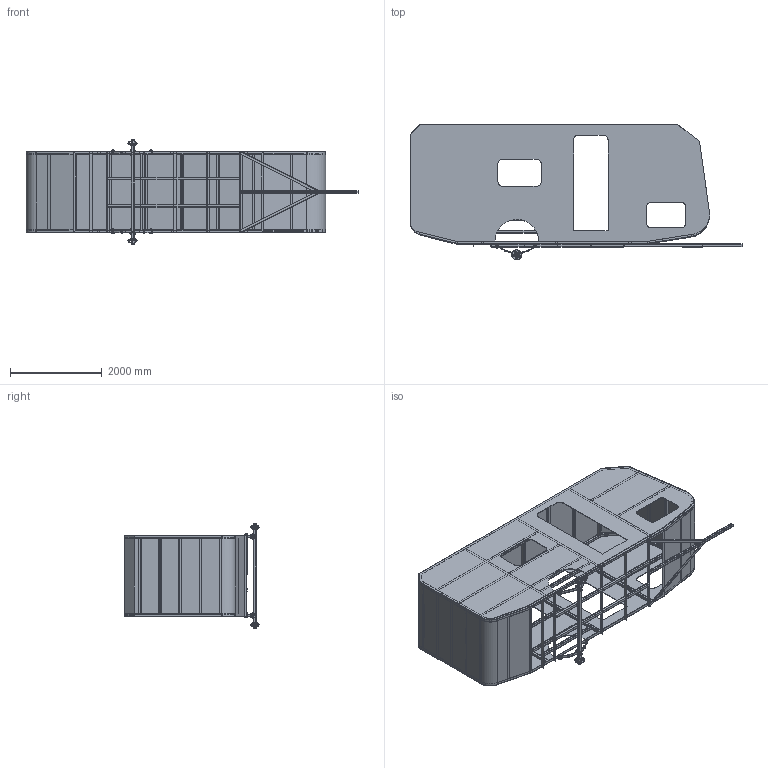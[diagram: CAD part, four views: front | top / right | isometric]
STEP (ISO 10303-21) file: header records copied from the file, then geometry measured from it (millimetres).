
FILE_DESCRIPTION(('FreeCAD Model'),'2;1');
FILE_NAME('Open CASCADE Shape Model','2025-05-04T11:28:40',('FreeCAD'),( 'FreeCAD'),'Open CASCADE STEP processor 7.6','FreeCAD','Unknown');
FILE_SCHEMA(('AUTOMOTIVE_DESIGN { 1 0 10303 214 1 1 1 1 }'));
Products named in the file (1): Open CASCADE STEP translator 7.6 1
Bounding box: 7239.74 x 2958.74 x 2284.98 mm (x, y, z)
Volume: 597962373.6 mm3; surface area: 153071577.5 mm2
Topology: 145 solids, 145 shells, 3240 faces, 7866 edges, 4998 vertices
Faces by surface type: bspline 3240
Entity records: 106990 total; most frequent: CARTESIAN_POINT 61577, ORIENTED_EDGE 15724, EDGE_CURVE 7862, VERTEX_POINT 4998, B_SPLINE_CURVE_WITH_KNOTS 4648, FACE_BOUND 3622, EDGE_LOOP 3622, ADVANCED_FACE 3240
